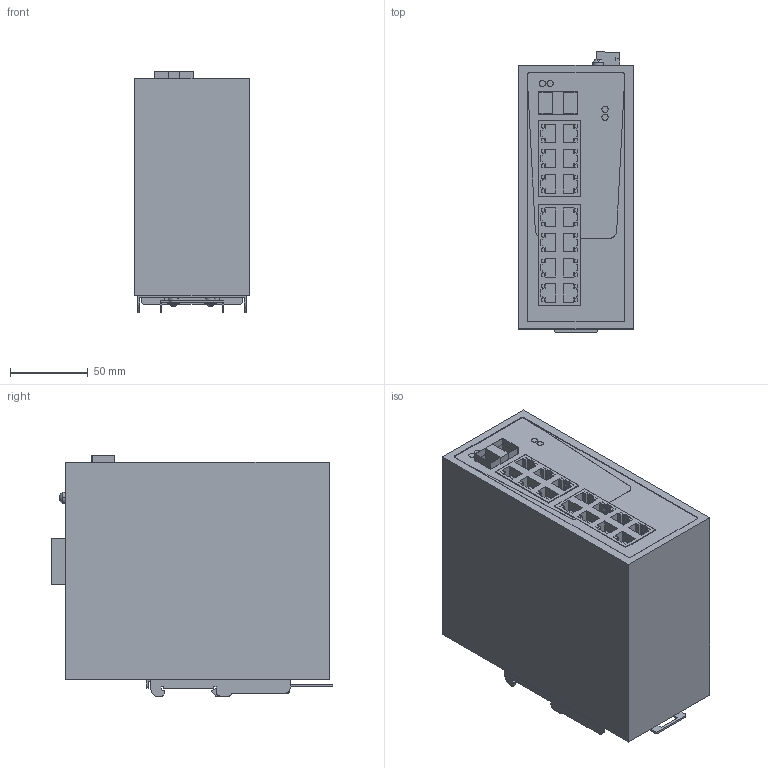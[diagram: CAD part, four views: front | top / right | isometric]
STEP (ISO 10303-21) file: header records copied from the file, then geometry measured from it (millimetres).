
FILE_DESCRIPTION(('CATIA V5 STEP Exchange','CAx-IF Rec.Pracs.--- Model Styling and Organization---1.4--- 2014-01-23'),'2;1');
FILE_NAME ('D1416060_2', '2020-11-19T12:06:47+00:00', ('none'), ('Weidmueller'), 'CATIA Version 5-6 Release 2016 SP3 HF44', 'CATIA V5 STEP AP214', 'none');
FILE_SCHEMA(('AUTOMOTIVE_DESIGN { 1 0 10303 214 1 1 1 1 }'));
Length unit declared in the file: millimetre
Products named in the file (1): S3D_IE_SW_EL16_14TX_2FESFP
Bounding box: 74 x 181.25 x 155.5 mm (x, y, z)
Volume: 1748193.7 mm3; surface area: 163829.3 mm2
Topology: 47 solids, 47 shells, 1099 faces, 2729 edges, 1811 vertices
Faces by surface type: plane 901, cylinder 111, extrusion 77, revolution 8, sphere 2
Entity records: 34002 total; most frequent: CARTESIAN_POINT 8088, ORIENTED_EDGE 5458, DIRECTION 4104, EDGE_CURVE 2729, VECTOR 2122, LINE 2045, VERTEX_POINT 1811, EDGE_LOOP 1208
